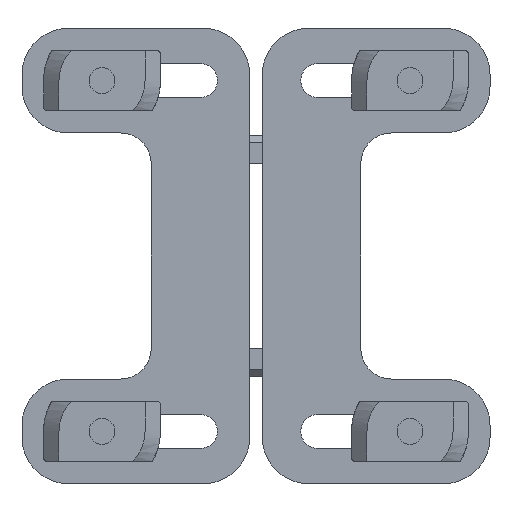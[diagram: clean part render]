
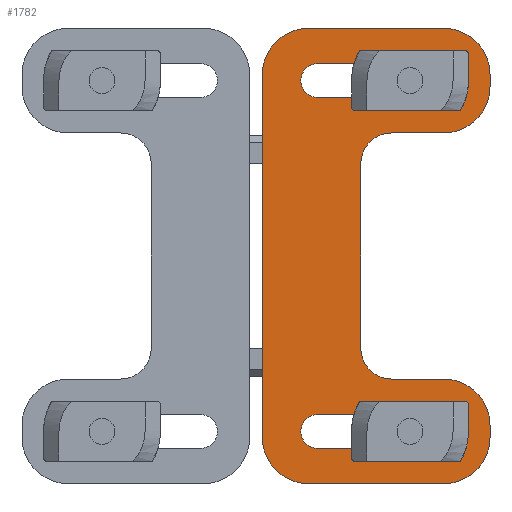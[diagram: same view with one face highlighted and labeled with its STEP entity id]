
A CAD part, front view. The second image highlights one B-rep face of the part: STEP entity #1782.
In plain terms, the highlighted planar face has unit normal (0, -1, 0).
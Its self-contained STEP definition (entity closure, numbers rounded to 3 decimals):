
#1782=ADVANCED_FACE('',(#2126,#2127,#2128),#2129,.F.);
#2126=FACE_BOUND('',#2564,.T.);
#2127=FACE_BOUND('',#2565,.T.);
#2128=FACE_OUTER_BOUND('',#2566,.T.);
#2129=PLANE('',#2567);
#2564=EDGE_LOOP('',(#3841,#3842,#3843,#3844));
#2565=EDGE_LOOP('',(#3845,#3846,#3847,#3848));
#2566=EDGE_LOOP('',(#3849,#3850,#3851,#3852,#3853,#3854,#3855,#3856,#3857,#3858,#3859,#3860,#3861,#3862,#3863,#3864));
#2567=AXIS2_PLACEMENT_3D('',#3865,#3866,#3867);
#3841=ORIENTED_EDGE('',*,*,#4455,.F.);
#3842=ORIENTED_EDGE('',*,*,#4456,.F.);
#3843=ORIENTED_EDGE('',*,*,#4457,.F.);
#3844=ORIENTED_EDGE('',*,*,#4458,.F.);
#3845=ORIENTED_EDGE('',*,*,#4459,.F.);
#3846=ORIENTED_EDGE('',*,*,#4451,.F.);
#3847=ORIENTED_EDGE('',*,*,#4447,.F.);
#3848=ORIENTED_EDGE('',*,*,#4460,.F.);
#3849=ORIENTED_EDGE('',*,*,#4461,.F.);
#3850=ORIENTED_EDGE('',*,*,#4462,.F.);
#3851=ORIENTED_EDGE('',*,*,#4463,.F.);
#3852=ORIENTED_EDGE('',*,*,#4440,.F.);
#3853=ORIENTED_EDGE('',*,*,#4464,.F.);
#3854=ORIENTED_EDGE('',*,*,#4425,.F.);
#3855=ORIENTED_EDGE('',*,*,#4419,.F.);
#3856=ORIENTED_EDGE('',*,*,#4427,.F.);
#3857=ORIENTED_EDGE('',*,*,#4465,.F.);
#3858=ORIENTED_EDGE('',*,*,#4434,.F.);
#3859=ORIENTED_EDGE('',*,*,#4466,.F.);
#3860=ORIENTED_EDGE('',*,*,#4467,.F.);
#3861=ORIENTED_EDGE('',*,*,#4468,.F.);
#3862=ORIENTED_EDGE('',*,*,#4469,.F.);
#3863=ORIENTED_EDGE('',*,*,#4441,.F.);
#3864=ORIENTED_EDGE('',*,*,#4453,.F.);
#3865=CARTESIAN_POINT('',(18.05,0.,37.0));
#3866=DIRECTION('',(-0.0,1.0,0.0));
#3867=DIRECTION('',(1.0,0.0,0.0));
#4419=EDGE_CURVE('',#5134,#5135,#5136,.T.);
#4425=EDGE_CURVE('',#5135,#5143,#5146,.T.);
#4427=EDGE_CURVE('',#5147,#5134,#5150,.T.);
#4434=EDGE_CURVE('',#5160,#5163,#5164,.T.);
#4440=EDGE_CURVE('',#5173,#5169,#5175,.T.);
#4441=EDGE_CURVE('',#5176,#5177,#5178,.T.);
#4447=EDGE_CURVE('',#5187,#5189,#5190,.T.);
#4451=EDGE_CURVE('',#5189,#5193,#5196,.T.);
#4453=EDGE_CURVE('',#5197,#5176,#5200,.T.);
#4455=EDGE_CURVE('',#5202,#5203,#5204,.T.);
#4456=EDGE_CURVE('',#5205,#5202,#5206,.T.);
#4457=EDGE_CURVE('',#5207,#5205,#5208,.T.);
#4458=EDGE_CURVE('',#5203,#5207,#5209,.T.);
#4459=EDGE_CURVE('',#5193,#5210,#5211,.T.);
#4460=EDGE_CURVE('',#5210,#5187,#5212,.T.);
#4461=EDGE_CURVE('',#5213,#5197,#5214,.T.);
#4462=EDGE_CURVE('',#5215,#5213,#5216,.T.);
#4463=EDGE_CURVE('',#5169,#5215,#5217,.T.);
#4464=EDGE_CURVE('',#5143,#5173,#5218,.T.);
#4465=EDGE_CURVE('',#5163,#5147,#5219,.T.);
#4466=EDGE_CURVE('',#5220,#5160,#5221,.T.);
#4467=EDGE_CURVE('',#5222,#5220,#5223,.T.);
#4468=EDGE_CURVE('',#5224,#5222,#5225,.T.);
#4469=EDGE_CURVE('',#5177,#5224,#5226,.T.);
#5134=VERTEX_POINT('',#6265);
#5135=VERTEX_POINT('',#6266);
#5136=CIRCLE('',#6267,7.5);
#5143=VERTEX_POINT('',#6276);
#5146=LINE('',#6281,#6282);
#5147=VERTEX_POINT('',#6283);
#5150=LINE('',#6287,#6288);
#5160=VERTEX_POINT('',#6299);
#5163=VERTEX_POINT('',#6303);
#5164=LINE('',#6304,#6305);
#5169=VERTEX_POINT('',#6312);
#5173=VERTEX_POINT('',#6318);
#5175=LINE('',#6321,#6322);
#5176=VERTEX_POINT('',#6323);
#5177=VERTEX_POINT('',#6324);
#5178=CIRCLE('',#6325,7.5);
#5187=VERTEX_POINT('',#6337);
#5189=VERTEX_POINT('',#6340);
#5190=LINE('',#6341,#6342);
#5193=VERTEX_POINT('',#6346);
#5196=CIRCLE('',#6350,2.75);
#5197=VERTEX_POINT('',#6351);
#5200=LINE('',#6355,#6356);
#5202=VERTEX_POINT('',#6359);
#5203=VERTEX_POINT('',#6360);
#5204=LINE('',#6361,#6362);
#5205=VERTEX_POINT('',#6363);
#5206=CIRCLE('',#6364,2.75);
#5207=VERTEX_POINT('',#6365);
#5208=LINE('',#6366,#6367);
#5209=CIRCLE('',#6368,2.75);
#5210=VERTEX_POINT('',#6369);
#5211=LINE('',#6370,#6371);
#5212=CIRCLE('',#6372,2.75);
#5213=VERTEX_POINT('',#6373);
#5214=CIRCLE('',#6374,7.5);
#5215=VERTEX_POINT('',#6375);
#5216=LINE('',#6376,#6377);
#5217=CIRCLE('',#6378,7.5);
#5218=CIRCLE('',#6379,7.5);
#5219=CIRCLE('',#6380,5.0);
#5220=VERTEX_POINT('',#6381);
#5221=CIRCLE('',#6382,5.0);
#5222=VERTEX_POINT('',#6383);
#5223=LINE('',#6384,#6385);
#5224=VERTEX_POINT('',#6386);
#5225=CIRCLE('',#6387,7.5);
#5226=LINE('',#6388,#6389);
#6265=CARTESIAN_POINT('',(47.55,0.,-20.0));
#6266=CARTESIAN_POINT('',(55.05,0.,-27.5));
#6267=AXIS2_PLACEMENT_3D('',#7072,#7073,#7074);
#6276=CARTESIAN_POINT('',(55.05,0.,-29.5));
#6281=CARTESIAN_POINT('',(55.05,0.,37.0));
#6282=VECTOR('',#7082,1.0);
#6283=CARTESIAN_POINT('',(39.05,0.,-20.0));
#6287=CARTESIAN_POINT('',(18.05,0.,-20.0));
#6288=VECTOR('',#7084,1.0);
#6299=CARTESIAN_POINT('',(34.05,0.,15.0));
#6303=CARTESIAN_POINT('',(34.05,0.,-15.0));
#6304=CARTESIAN_POINT('',(34.05,0.,37.0));
#6305=VECTOR('',#7099,1.0);
#6312=CARTESIAN_POINT('',(25.55,0.,-37.0));
#6318=CARTESIAN_POINT('',(47.55,0.,-37.0));
#6321=CARTESIAN_POINT('',(18.05,0.,-37.0));
#6322=VECTOR('',#7105,1.0);
#6323=CARTESIAN_POINT('',(47.55,0.,37.0));
#6324=CARTESIAN_POINT('',(55.05,0.,29.5));
#6325=AXIS2_PLACEMENT_3D('',#7106,#7107,#7108);
#6337=CARTESIAN_POINT('',(27.05,0.,25.75));
#6340=CARTESIAN_POINT('',(46.05,0.,25.75));
#6341=CARTESIAN_POINT('',(18.05,0.,25.75));
#6342=VECTOR('',#7116,1.0);
#6346=CARTESIAN_POINT('',(46.05,0.,31.25));
#6350=AXIS2_PLACEMENT_3D('',#7122,#7123,#7124);
#6351=CARTESIAN_POINT('',(25.55,0.,37.0));
#6355=CARTESIAN_POINT('',(18.05,0.,37.0));
#6356=VECTOR('',#7126,1.0);
#6359=CARTESIAN_POINT('',(46.05,0.,-25.75));
#6360=CARTESIAN_POINT('',(27.05,0.,-25.75));
#6361=CARTESIAN_POINT('',(18.05,0.,-25.75));
#6362=VECTOR('',#7128,1.0);
#6363=CARTESIAN_POINT('',(46.05,0.,-31.25));
#6364=AXIS2_PLACEMENT_3D('',#7129,#7130,#7131);
#6365=CARTESIAN_POINT('',(27.05,0.,-31.25));
#6366=CARTESIAN_POINT('',(18.05,0.,-31.25));
#6367=VECTOR('',#7132,1.0);
#6368=AXIS2_PLACEMENT_3D('',#7133,#7134,#7135);
#6369=CARTESIAN_POINT('',(27.05,0.,31.25));
#6370=CARTESIAN_POINT('',(18.05,0.,31.25));
#6371=VECTOR('',#7136,1.0);
#6372=AXIS2_PLACEMENT_3D('',#7137,#7138,#7139);
#6373=CARTESIAN_POINT('',(18.05,0.,29.5));
#6374=AXIS2_PLACEMENT_3D('',#7140,#7141,#7142);
#6375=CARTESIAN_POINT('',(18.05,0.,-29.5));
#6376=CARTESIAN_POINT('',(18.05,0.,37.0));
#6377=VECTOR('',#7143,1.0);
#6378=AXIS2_PLACEMENT_3D('',#7144,#7145,#7146);
#6379=AXIS2_PLACEMENT_3D('',#7147,#7148,#7149);
#6380=AXIS2_PLACEMENT_3D('',#7150,#7151,#7152);
#6381=CARTESIAN_POINT('',(39.05,0.,20.0));
#6382=AXIS2_PLACEMENT_3D('',#7153,#7154,#7155);
#6383=CARTESIAN_POINT('',(47.55,0.,20.0));
#6384=CARTESIAN_POINT('',(18.05,0.,20.0));
#6385=VECTOR('',#7156,1.0);
#6386=CARTESIAN_POINT('',(55.05,0.,27.5));
#6387=AXIS2_PLACEMENT_3D('',#7157,#7158,#7159);
#6388=CARTESIAN_POINT('',(55.05,0.,37.0));
#6389=VECTOR('',#7160,1.0);
#7072=CARTESIAN_POINT('',(47.55,0.,-27.5));
#7073=DIRECTION('',(0.0,1.0,0.0));
#7074=DIRECTION('',(0.0,0.0,-1.0));
#7082=DIRECTION('',(0.0,0.0,-1.0));
#7084=DIRECTION('',(1.0,0.0,0.0));
#7099=DIRECTION('',(0.0,0.0,-1.0));
#7105=DIRECTION('',(-1.0,0.0,0.0));
#7106=CARTESIAN_POINT('',(47.55,0.,29.5));
#7107=DIRECTION('',(0.0,1.0,0.0));
#7108=DIRECTION('',(0.0,0.0,-1.0));
#7116=DIRECTION('',(1.0,0.0,0.0));
#7122=CARTESIAN_POINT('',(46.05,0.,28.5));
#7123=DIRECTION('',(0.0,-1.0,0.0));
#7124=DIRECTION('',(0.0,0.0,-1.0));
#7126=DIRECTION('',(1.0,0.0,0.0));
#7128=DIRECTION('',(-1.0,0.0,0.0));
#7129=CARTESIAN_POINT('',(46.05,0.,-28.5));
#7130=DIRECTION('',(0.0,-1.0,0.0));
#7131=DIRECTION('',(0.0,0.0,-1.0));
#7132=DIRECTION('',(1.0,0.0,0.0));
#7133=CARTESIAN_POINT('',(27.05,0.,-28.5));
#7134=DIRECTION('',(0.0,-1.0,0.0));
#7135=DIRECTION('',(0.0,0.0,-1.0));
#7136=DIRECTION('',(-1.0,0.0,0.0));
#7137=CARTESIAN_POINT('',(27.05,0.,28.5));
#7138=DIRECTION('',(0.0,-1.0,0.0));
#7139=DIRECTION('',(0.0,0.0,-1.0));
#7140=CARTESIAN_POINT('',(25.55,0.,29.5));
#7141=DIRECTION('',(0.0,1.0,0.0));
#7142=DIRECTION('',(0.0,0.0,-1.0));
#7143=DIRECTION('',(0.0,0.0,1.0));
#7144=CARTESIAN_POINT('',(25.55,0.,-29.5));
#7145=DIRECTION('',(0.0,1.0,0.0));
#7146=DIRECTION('',(0.0,0.0,-1.0));
#7147=CARTESIAN_POINT('',(47.55,0.,-29.5));
#7148=DIRECTION('',(0.0,1.0,0.0));
#7149=DIRECTION('',(0.,0.0,-1.0));
#7150=CARTESIAN_POINT('',(39.05,0.,-15.0));
#7151=DIRECTION('',(0.0,-1.0,0.0));
#7152=DIRECTION('',(0.,0.0,1.0));
#7153=CARTESIAN_POINT('',(39.05,0.,15.0));
#7154=DIRECTION('',(0.0,-1.0,0.0));
#7155=DIRECTION('',(0.0,0.0,1.0));
#7156=DIRECTION('',(-1.0,0.0,0.0));
#7157=CARTESIAN_POINT('',(47.55,0.,27.5));
#7158=DIRECTION('',(0.0,1.0,0.0));
#7159=DIRECTION('',(0.0,0.0,-1.0));
#7160=DIRECTION('',(0.0,0.0,-1.0));
